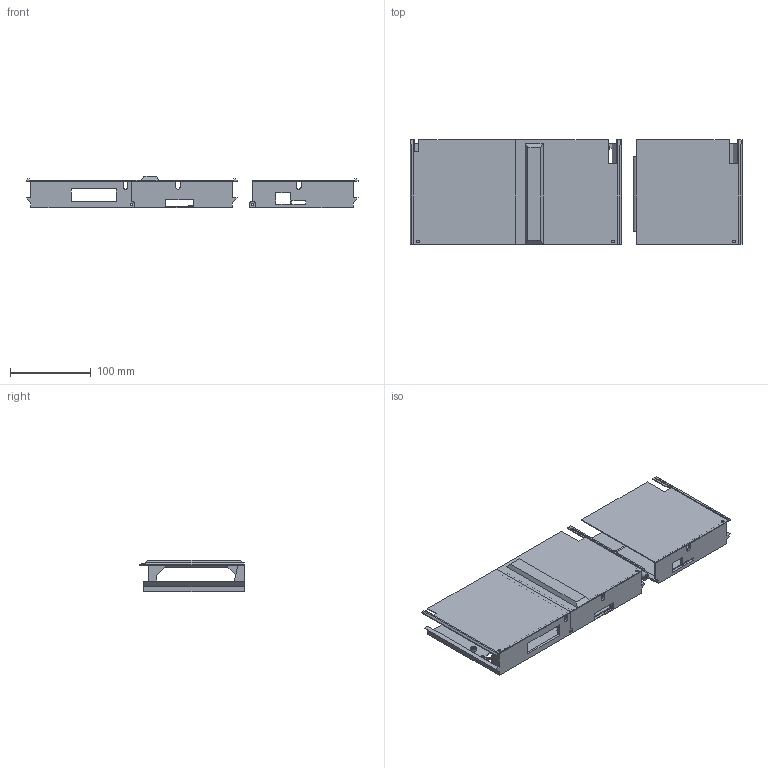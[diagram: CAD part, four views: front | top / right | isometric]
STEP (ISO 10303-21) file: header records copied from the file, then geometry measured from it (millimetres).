
FILE_DESCRIPTION( ( '' ), ' ' );
FILE_NAME( '5d042b83fdeb00182f8c7e0b.step', '2019-06-14T23:19:32', ( '' ), ( '' ), ' ', ' ', ' ' );
FILE_SCHEMA( ( 'AUTOMOTIVE_DESIGN { 1 0 10303 214 1 1 1 1 }' ) );
Length unit declared in the file: metre
Products named in the file (6): left; right mks skr; right lid pin27 board; left lid; right lid; right melzi
Bounding box: 412 x 130 x 39 mm (x, y, z)
Volume: 201762.6 mm3; surface area: 244435.2 mm2
Topology: 6 solids, 6 shells, 479 faces, 1138 edges, 722 vertices
Faces by surface type: plane 284, cylinder 117, cone 78
Full cylindrical faces by diameter (mm): 3 x45, 3.1 x4, 3.5 x4, 7 x42
Entity records: 16817 total; most frequent: DIRECTION 2261, CARTESIAN_POINT 2159, ORIENTED_EDGE 1910, EDGE_CURVE 955, AXIS2_PLACEMENT_3D 822, EDGE_LOOP 783, VERTEX_POINT 712, LINE 617
